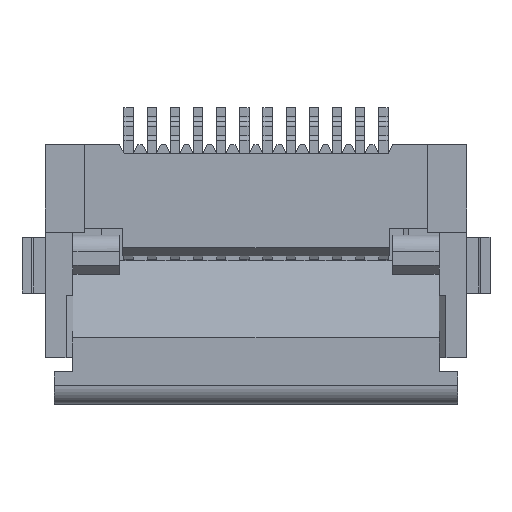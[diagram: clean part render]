
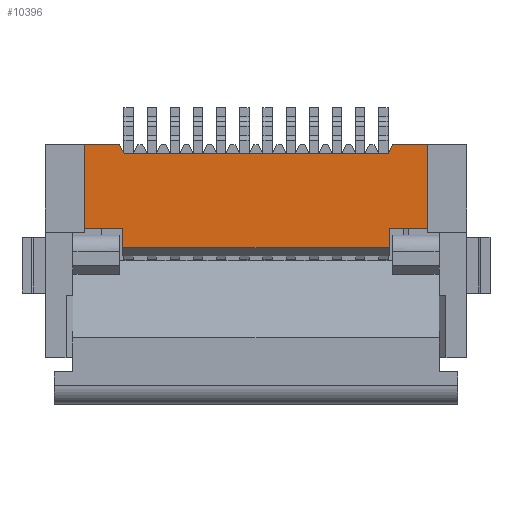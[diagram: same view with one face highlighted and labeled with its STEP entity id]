
A CAD part, top view. The second image highlights one B-rep face of the part: STEP entity #10396.
In plain terms, the highlighted planar face has unit normal (0, 0, 1).
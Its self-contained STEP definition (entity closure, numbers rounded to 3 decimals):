
#554=FACE_OUTER_BOUND('',#1084,.T.);
#1084=EDGE_LOOP('',(#8186,#8187,#8188,#8189,#8190,#8191,#8192,#8193,#8194,
#8195,#8196,#8197,#8198));
#1435=LINE('',#14372,#2793);
#1440=LINE('',#14384,#2798);
#1521=LINE('',#14572,#2879);
#1567=LINE('',#14678,#2925);
#1576=LINE('',#14695,#2934);
#1604=LINE('',#14745,#2962);
#1858=LINE('',#15275,#3216);
#1867=LINE('',#15300,#3225);
#1926=LINE('',#15426,#3284);
#1957=LINE('',#15484,#3315);
#2223=LINE('',#16078,#3581);
#2224=LINE('',#16080,#3582);
#2225=LINE('',#16081,#3583);
#2793=VECTOR('',#11539,1.);
#2798=VECTOR('',#11548,1.);
#2879=VECTOR('',#11713,1.);
#2925=VECTOR('',#11803,1.);
#2934=VECTOR('',#11816,1.);
#2962=VECTOR('',#11864,1.);
#3216=VECTOR('',#12308,1.);
#3225=VECTOR('',#12327,1.);
#3284=VECTOR('',#12446,1.);
#3315=VECTOR('',#12493,1.);
#3581=VECTOR('',#12961,1.);
#3582=VECTOR('',#12962,1.);
#3583=VECTOR('',#12963,1.);
#4142=VERTEX_POINT('',#14369);
#4143=VERTEX_POINT('',#14371);
#4148=VERTEX_POINT('',#14383);
#4213=VERTEX_POINT('',#14571);
#4251=VERTEX_POINT('',#14677);
#4257=VERTEX_POINT('',#14694);
#4269=VERTEX_POINT('',#14744);
#4449=VERTEX_POINT('',#15272);
#4450=VERTEX_POINT('',#15274);
#4461=VERTEX_POINT('',#15299);
#4498=VERTEX_POINT('',#15425);
#4517=VERTEX_POINT('',#15483);
#4745=VERTEX_POINT('',#16079);
#5164=EDGE_CURVE('',#4143,#4142,#1435,.T.);
#5170=EDGE_CURVE('',#4148,#4142,#1440,.T.);
#5264=EDGE_CURVE('',#4213,#4148,#1521,.T.);
#5315=EDGE_CURVE('',#4251,#4143,#1567,.T.);
#5324=EDGE_CURVE('',#4251,#4257,#1576,.T.);
#5352=EDGE_CURVE('',#4213,#4269,#1604,.T.);
#5620=EDGE_CURVE('',#4449,#4450,#1858,.T.);
#5632=EDGE_CURVE('',#4450,#4461,#1867,.T.);
#5698=EDGE_CURVE('',#4498,#4257,#1926,.T.);
#5729=EDGE_CURVE('',#4461,#4517,#1957,.T.);
#6028=EDGE_CURVE('',#4449,#4498,#2223,.T.);
#6029=EDGE_CURVE('',#4269,#4745,#2224,.T.);
#6030=EDGE_CURVE('',#4745,#4517,#2225,.T.);
#8186=ORIENTED_EDGE('',*,*,#5632,.F.);
#8187=ORIENTED_EDGE('',*,*,#5620,.F.);
#8188=ORIENTED_EDGE('',*,*,#6028,.T.);
#8189=ORIENTED_EDGE('',*,*,#5698,.T.);
#8190=ORIENTED_EDGE('',*,*,#5324,.F.);
#8191=ORIENTED_EDGE('',*,*,#5315,.T.);
#8192=ORIENTED_EDGE('',*,*,#5164,.T.);
#8193=ORIENTED_EDGE('',*,*,#5170,.F.);
#8194=ORIENTED_EDGE('',*,*,#5264,.F.);
#8195=ORIENTED_EDGE('',*,*,#5352,.T.);
#8196=ORIENTED_EDGE('',*,*,#6029,.T.);
#8197=ORIENTED_EDGE('',*,*,#6030,.T.);
#8198=ORIENTED_EDGE('',*,*,#5729,.F.);
#9926=PLANE('',#11024);
#10396=ADVANCED_FACE('',(#554),#9926,.T.);
#11024=AXIS2_PLACEMENT_3D('',#16077,#12959,#12960);
#11539=DIRECTION('',(0.,1.,0.));
#11548=DIRECTION('',(1.,0.,0.));
#11713=DIRECTION('',(0.456,0.89,0.));
#11803=DIRECTION('',(1.,0.,0.));
#11816=DIRECTION('',(0.,-1.,0.));
#11864=DIRECTION('',(0.,-1.,0.));
#12308=DIRECTION('',(-1.,0.,0.));
#12327=DIRECTION('',(0.,1.,0.));
#12446=DIRECTION('',(1.,0.,0.));
#12493=DIRECTION('',(1.,0.,0.));
#12959=DIRECTION('center_axis',(0.,0.,
1.));
#12960=DIRECTION('ref_axis',(0.,-1.,0.));
#12961=DIRECTION('',(0.,-1.,0.));
#12962=DIRECTION('',(-1.,0.,0.));
#12963=DIRECTION('',(-0.456,0.89,0.));
#14369=CARTESIAN_POINT('',(-216.3,9.387,31.7));
#14371=CARTESIAN_POINT('',(-216.3,7.587,31.7));
#14372=CARTESIAN_POINT('',(-216.3,4.787,31.7));
#14383=CARTESIAN_POINT('',(-217.05,9.387,31.7));
#14384=CARTESIAN_POINT('',(-244.2,9.387,31.7));
#14571=CARTESIAN_POINT('',(-217.15,9.192,31.7));
#14572=CARTESIAN_POINT('',(-217.153,9.187,31.7));
#14677=CARTESIAN_POINT('',(-217.125,7.587,31.7));
#14678=CARTESIAN_POINT('',(-215.5,7.587,31.7));
#14694=CARTESIAN_POINT('',(-217.125,7.16,31.7));
#14695=CARTESIAN_POINT('',(-217.125,4.787,31.7));
#14744=CARTESIAN_POINT('',(-217.15,9.187,31.7));
#14745=CARTESIAN_POINT('',(-217.15,4.787,31.7));
#15272=CARTESIAN_POINT('',(-222.875,7.587,31.7));
#15274=CARTESIAN_POINT('',(-223.7,7.587,31.7));
#15275=CARTESIAN_POINT('',(-224.5,7.587,31.7));
#15299=CARTESIAN_POINT('',(-223.7,9.387,31.7));
#15300=CARTESIAN_POINT('',(-223.7,4.787,31.7));
#15425=CARTESIAN_POINT('',(-222.875,7.16,31.7));
#15426=CARTESIAN_POINT('',(-215.653,7.16,31.7));
#15483=CARTESIAN_POINT('',(-222.95,9.387,31.7));
#15484=CARTESIAN_POINT('',(-224.398,9.387,31.7));
#16077=CARTESIAN_POINT('Origin',(-223.421,8.814,31.7));
#16078=CARTESIAN_POINT('',(-222.875,4.787,31.7));
#16079=CARTESIAN_POINT('',(-222.848,9.187,31.7));
#16080=CARTESIAN_POINT('',(-204.653,9.187,31.7));
#16081=CARTESIAN_POINT('',(-222.848,9.187,31.7));
